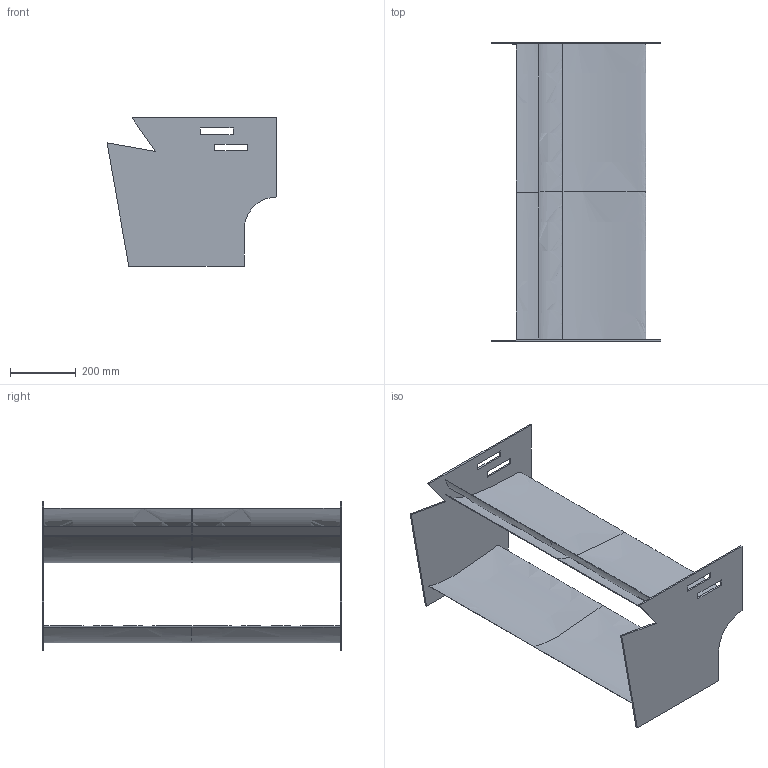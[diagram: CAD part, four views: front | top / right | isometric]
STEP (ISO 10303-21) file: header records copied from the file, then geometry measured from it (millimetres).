
FILE_DESCRIPTION(('CATIA V5 STEP Exchange'),'2;1');
FILE_NAME('Rear Wing.stp','2019-12-13T04:46:41+00:00',('none'),('none'),'CATIA Version 5 Release 17 (IN-10)','CATIA V5 STEP AP203','none');
FILE_SCHEMA(('CONFIG_CONTROL_DESIGN'));
Length unit declared in the file: millimetre
Products named in the file (5): Rear Wing; R_Main_As; R_Sub_As; Symmetry of R_Sub_As; Symmetry of R_Main_As
Assembly tree (14 placements, depth 3):
  Rear Wing
    #56
    R_Main_As
      #641
    R_Sub_As
      #2695
      #4686
      #6719
    #6909
    Symmetry of R_Sub_As
      #7494
      #9485
      #11518
    Symmetry of R_Main_As
      #11714
Bounding box: 516.36 x 910 x 450 mm (x, y, z)
Volume: 16259365.7 mm3; surface area: 2230411.1 mm2
Topology: 10 solids, 10 shells, 78 faces, 164 edges, 106 vertices
Faces by surface type: plane 64, bspline 12, cylinder 2
Entity records: 13725 total; most frequent: CARTESIAN_POINT 11840, ORIENTED_EDGE 328, DIRECTION 314, EDGE_CURVE 164, VECTOR 122, LINE 122, VERTEX_POINT 106, AXIS2_PLACEMENT_3D 98
